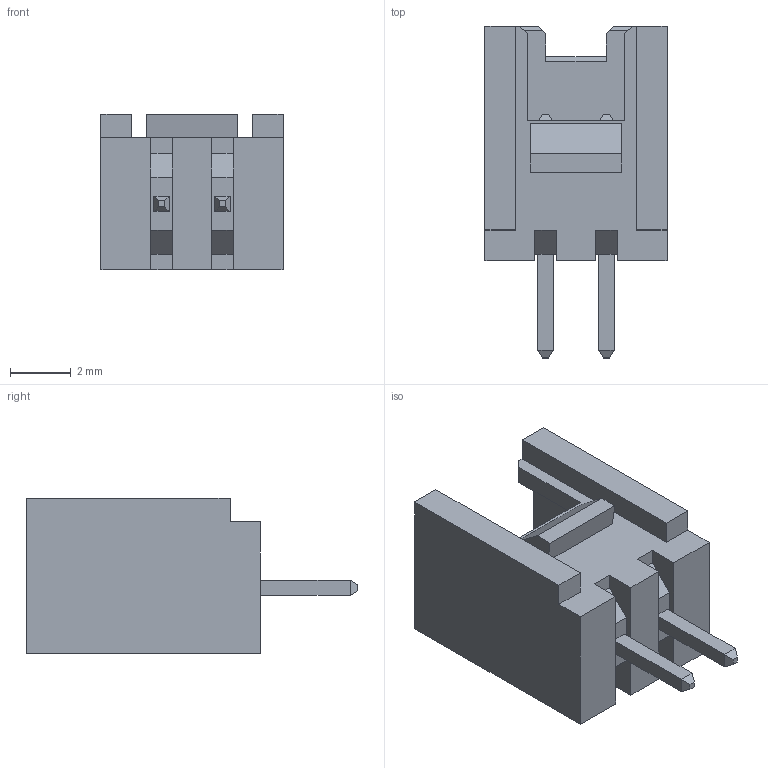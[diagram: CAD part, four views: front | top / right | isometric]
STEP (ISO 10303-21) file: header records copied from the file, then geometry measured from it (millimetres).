
FILE_DESCRIPTION((''),'2;1');
FILE_NAME('SMW200-02_P2_L5-98_W5-1_H7-7','2019-10-19T',('Dragos'),(''),'PRO/ENGINEER BY PARAMETRIC TECHNOLOGY CORPORATION, 2004440','PRO/ENGINEER BY PARAMETRIC TECHNOLOGY CORPORATION, 2004440','');
FILE_SCHEMA(('AUTOMOTIVE_DESIGN { 1 0 10303 214 1 1 1 1 }'));
Length unit declared in the file: millimetre
Products named in the file (1): SMW200-02_P2_L5-98_W5-1_H7-7
Bounding box: 5.98 x 10.9 x 5.1 mm (x, y, z)
Volume: 116 mm3; surface area: 345 mm2
Topology: 1 solids, 1 shells, 93 faces, 238 edges, 152 vertices
Faces by surface type: plane 93
Entity records: 3972 total; most frequent: CARTESIAN_POINT 485, ORIENTED_EDGE 476, DIRECTION 426, PRESENTATION_STYLE_ASSIGNMENT 276, STYLED_ITEM 240, CURVE_STYLE 239, VECTOR 238, LINE 238
